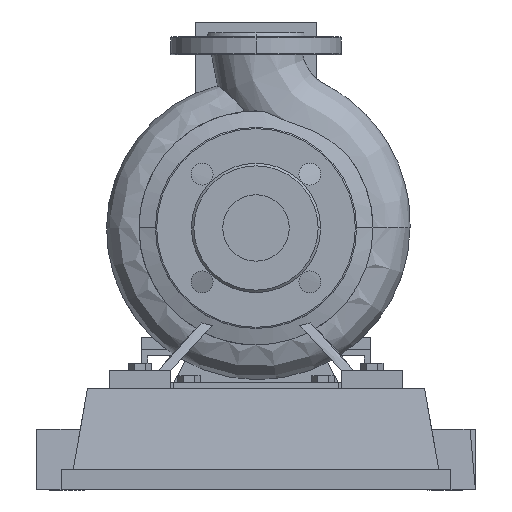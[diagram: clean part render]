
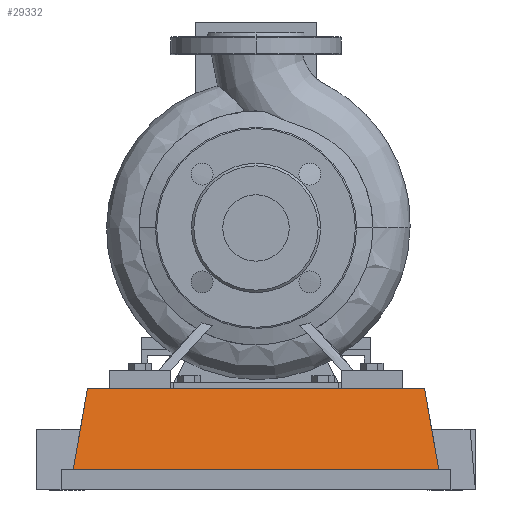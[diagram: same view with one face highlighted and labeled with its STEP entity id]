
A CAD part, left-side view. The second image highlights one B-rep face of the part: STEP entity #29332.
In plain terms, the highlighted planar face has unit normal (-0.985, 0, 0.174).
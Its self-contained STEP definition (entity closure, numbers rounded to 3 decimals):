
#27588=CARTESIAN_POINT('',(-65.,-150.,16.6));
#27589=VERTEX_POINT('',#27588);
#27596=CARTESIAN_POINT('',(-65.,150.0,16.6));
#27597=VERTEX_POINT('',#27596);
#27598=CARTESIAN_POINT('',(-65.,-150.,16.6));
#27599=DIRECTION('',(0.0,1.0,0.0));
#27600=VECTOR('',#27599,300.0);
#27601=LINE('',#27598,#27600);
#27602=EDGE_CURVE('',#27589,#27597,#27601,.T.);
#29066=CARTESIAN_POINT('',(-53.292,-138.292,83.0));
#29067=VERTEX_POINT('',#29066);
#29074=CARTESIAN_POINT('',(-65.,-150.,16.6));
#29075=DIRECTION('',(0.171,0.171,0.97));
#29076=VECTOR('',#29075,68.433);
#29077=LINE('',#29074,#29076);
#29078=EDGE_CURVE('',#27589,#29067,#29077,.T.);
#29309=CARTESIAN_POINT('',(-65.,-150.,16.6));
#29310=DIRECTION('',(-0.985,0.,0.174));
#29311=DIRECTION('',(0.0,-1.0,0.0));
#29312=AXIS2_PLACEMENT_3D('',#29309,#29310,#29311);
#29313=PLANE('',#29312);
#29314=CARTESIAN_POINT('',(-53.292,138.292,83.0));
#29315=VERTEX_POINT('',#29314);
#29316=CARTESIAN_POINT('',(-53.292,-138.292,83.0));
#29317=DIRECTION('',(0.0,1.0,0.0));
#29318=VECTOR('',#29317,276.584);
#29319=LINE('',#29316,#29318);
#29320=EDGE_CURVE('',#29067,#29315,#29319,.T.);
#29321=ORIENTED_EDGE('',*,*,#29320,.T.);
#29322=CARTESIAN_POINT('',(-65.,150.0,16.6));
#29323=DIRECTION('',(0.171,-0.171,0.97));
#29324=VECTOR('',#29323,68.433);
#29325=LINE('',#29322,#29324);
#29326=EDGE_CURVE('',#27597,#29315,#29325,.T.);
#29327=ORIENTED_EDGE('',*,*,#29326,.F.);
#29328=ORIENTED_EDGE('',*,*,#27602,.F.);
#29329=ORIENTED_EDGE('',*,*,#29078,.T.);
#29330=EDGE_LOOP('',(#29321,#29327,#29328,#29329));
#29331=FACE_OUTER_BOUND('',#29330,.T.);
#29332=ADVANCED_FACE('',(#29331),#29313,.T.);
